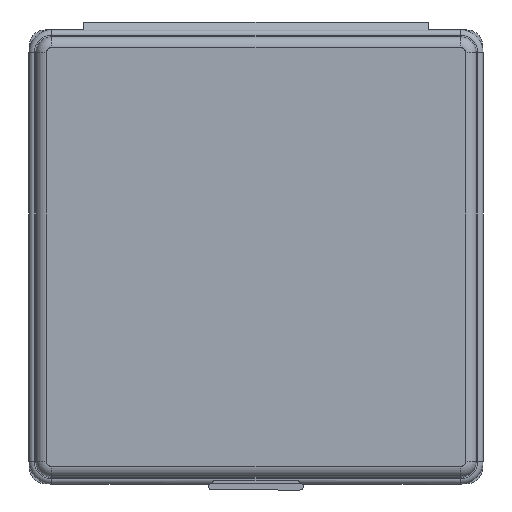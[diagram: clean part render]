
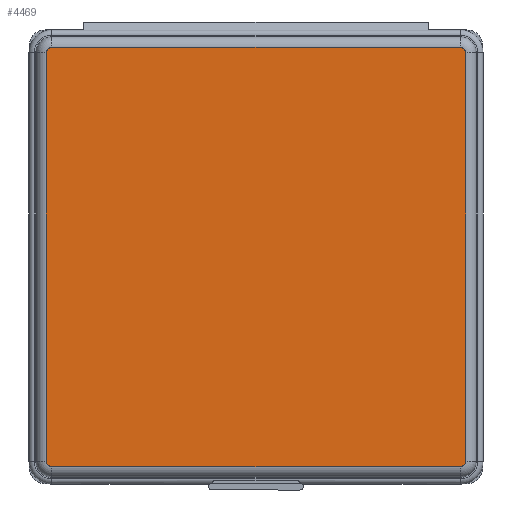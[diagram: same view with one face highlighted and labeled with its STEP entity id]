
A CAD part, front view. The second image highlights one B-rep face of the part: STEP entity #4469.
In plain terms, the highlighted planar face has unit normal (0, -1, 0).
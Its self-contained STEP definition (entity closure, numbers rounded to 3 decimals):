
#119 = EDGE_CURVE ( 'NONE', #6929, #6941, #5793, .T. ) ;
#244 = DIRECTION ( 'NONE',  ( 0., -1., 0. ) ) ;
#306 = DIRECTION ( 'NONE',  ( 0., 0., -1. ) ) ;
#315 = EDGE_CURVE ( 'NONE', #2402, #1253, #1844, .T. ) ;
#377 = CARTESIAN_POINT ( 'NONE',  ( -39.5, 0., -38.5 ) ) ;
#435 = VERTEX_POINT ( 'NONE', #4492 ) ;
#441 = VECTOR ( 'NONE', #3869, 1000. ) ;
#450 = DIRECTION ( 'NONE',  ( 0., 0., -1. ) ) ;
#616 = EDGE_CURVE ( 'NONE', #3636, #6941, #5270, .T. ) ;
#680 = VECTOR ( 'NONE', #450, 1000. ) ;
#728 = CARTESIAN_POINT ( 'NONE',  ( 38.5, 0., -38.5 ) ) ;
#848 = EDGE_CURVE ( 'NONE', #2402, #2819, #5513, .T. ) ;
#1056 = EDGE_CURVE ( 'NONE', #6093, #435, #1641, .T. ) ;
#1253 = VERTEX_POINT ( 'NONE', #1821 ) ;
#1359 = AXIS2_PLACEMENT_3D ( 'NONE', #3745, #4316, #1651 ) ;
#1436 = CARTESIAN_POINT ( 'NONE',  ( -39.5, 0., 38.5 ) ) ;
#1483 = AXIS2_PLACEMENT_3D ( 'NONE', #4666, #3624, #1595 ) ;
#1595 = DIRECTION ( 'NONE',  ( 0., 0., -1. ) ) ;
#1641 = LINE ( 'NONE', #5323, #5164 ) ;
#1651 = DIRECTION ( 'NONE',  ( 0., 0., -1. ) ) ;
#1821 = CARTESIAN_POINT ( 'NONE',  ( 39.5, 0., 38.5 ) ) ;
#1830 = CARTESIAN_POINT ( 'NONE',  ( 38.5, 0., 39.5 ) ) ;
#1844 = LINE ( 'NONE', #4430, #441 ) ;
#2143 = CIRCLE ( 'NONE', #6844, 1. ) ;
#2300 = EDGE_CURVE ( 'NONE', #6093, #1253, #2143, .T. ) ;
#2359 = ORIENTED_EDGE ( 'NONE', *, *, #848, .F. ) ;
#2402 = VERTEX_POINT ( 'NONE', #2500 ) ;
#2500 = CARTESIAN_POINT ( 'NONE',  ( 39.5, 0., -38.5 ) ) ;
#2599 = ORIENTED_EDGE ( 'NONE', *, *, #315, .T. ) ;
#2819 = VERTEX_POINT ( 'NONE', #2820 ) ;
#2820 = CARTESIAN_POINT ( 'NONE',  ( 38.5, 0., -39.5 ) ) ;
#2886 = DIRECTION ( 'NONE',  ( 0., 1., 0. ) ) ;
#2920 = ORIENTED_EDGE ( 'NONE', *, *, #3775, .T. ) ;
#3286 = DIRECTION ( 'NONE',  ( -1., 0., 0. ) ) ;
#3407 = AXIS2_PLACEMENT_3D ( 'NONE', #6692, #244, #306 ) ;
#3562 = EDGE_CURVE ( 'NONE', #6929, #435, #6758, .T. ) ;
#3624 = DIRECTION ( 'NONE',  ( 0., 1., 0. ) ) ;
#3636 = VERTEX_POINT ( 'NONE', #6058 ) ;
#3661 = CARTESIAN_POINT ( 'NONE',  ( 41.5, 0., -39.5 ) ) ;
#3745 = CARTESIAN_POINT ( 'NONE',  ( -38.5, 0., -38.5 ) ) ;
#3775 = EDGE_CURVE ( 'NONE', #3636, #2819, #4821, .T. ) ;
#3869 = DIRECTION ( 'NONE',  ( 0., 0., 1. ) ) ;
#3888 = CARTESIAN_POINT ( 'NONE',  ( 38.5, 0., 38.5 ) ) ;
#4064 = VECTOR ( 'NONE', #4704, 1000. ) ;
#4175 = CARTESIAN_POINT ( 'NONE',  ( -39.5, 0., -41.5 ) ) ;
#4316 = DIRECTION ( 'NONE',  ( 0., 1., 0. ) ) ;
#4430 = CARTESIAN_POINT ( 'NONE',  ( 39.5, 0., 41.5 ) ) ;
#4469 = ADVANCED_FACE ( 'NONE', ( #6189 ), #5055, .T. ) ;
#4482 = DIRECTION ( 'NONE',  ( 0., 0., -1. ) ) ;
#4492 = CARTESIAN_POINT ( 'NONE',  ( -38.5, 0., 39.5 ) ) ;
#4666 = CARTESIAN_POINT ( 'NONE',  ( -38.5, 0., 38.5 ) ) ;
#4698 = AXIS2_PLACEMENT_3D ( 'NONE', #728, #2886, #4482 ) ;
#4704 = DIRECTION ( 'NONE',  ( 1., 0., 0. ) ) ;
#4821 = LINE ( 'NONE', #3661, #4064 ) ;
#4847 = ORIENTED_EDGE ( 'NONE', *, *, #3562, .F. ) ;
#4930 = DIRECTION ( 'NONE',  ( 0., 0., -1. ) ) ;
#5055 = PLANE ( 'NONE',  #3407 ) ;
#5164 = VECTOR ( 'NONE', #3286, 1000. ) ;
#5266 = ORIENTED_EDGE ( 'NONE', *, *, #119, .T. ) ;
#5270 = CIRCLE ( 'NONE', #1359, 1. ) ;
#5323 = CARTESIAN_POINT ( 'NONE',  ( -41.5, 0., 39.5 ) ) ;
#5342 = ORIENTED_EDGE ( 'NONE', *, *, #1056, .T. ) ;
#5458 = ORIENTED_EDGE ( 'NONE', *, *, #616, .F. ) ;
#5508 = EDGE_LOOP ( 'NONE', ( #6399, #5342, #4847, #5266, #5458, #2920, #2359, #2599 ) ) ;
#5513 = CIRCLE ( 'NONE', #4698, 1. ) ;
#5793 = LINE ( 'NONE', #4175, #680 ) ;
#6032 = DIRECTION ( 'NONE',  ( 0., 1., 0. ) ) ;
#6058 = CARTESIAN_POINT ( 'NONE',  ( -38.5, 0., -39.5 ) ) ;
#6093 = VERTEX_POINT ( 'NONE', #1830 ) ;
#6189 = FACE_OUTER_BOUND ( 'NONE', #5508, .T. ) ;
#6399 = ORIENTED_EDGE ( 'NONE', *, *, #2300, .F. ) ;
#6692 = CARTESIAN_POINT ( 'NONE',  ( 0., 0., 0. ) ) ;
#6758 = CIRCLE ( 'NONE', #1483, 1. ) ;
#6844 = AXIS2_PLACEMENT_3D ( 'NONE', #3888, #6032, #4930 ) ;
#6929 = VERTEX_POINT ( 'NONE', #1436 ) ;
#6941 = VERTEX_POINT ( 'NONE', #377 ) ;
